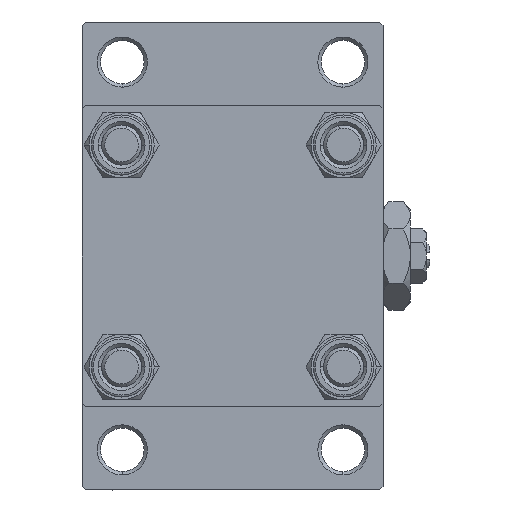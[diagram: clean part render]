
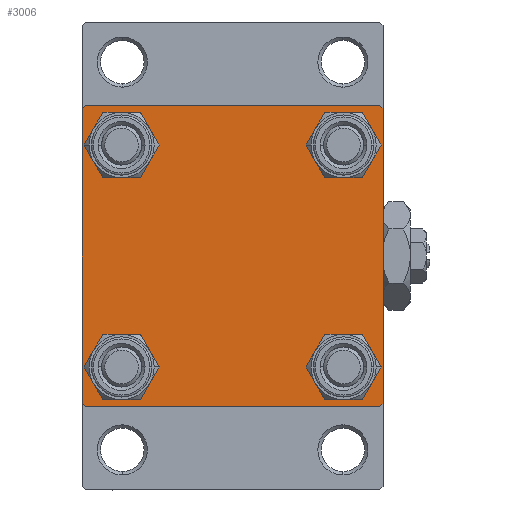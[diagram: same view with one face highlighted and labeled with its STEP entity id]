
A CAD part, left-side view. The second image highlights one B-rep face of the part: STEP entity #3006.
In plain terms, the highlighted planar face has unit normal (-1, 0, 0).
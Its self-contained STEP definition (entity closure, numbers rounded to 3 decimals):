
#481 = DIRECTION ( 'NONE',  ( 0., 0., -1. ) ) ;
#885 = CIRCLE ( 'NONE', #22844, 3.5 ) ;
#1548 = DIRECTION ( 'NONE',  ( 0., 0., 1. ) ) ;
#1931 = ORIENTED_EDGE ( 'NONE', *, *, #9766, .T. ) ;
#1935 = EDGE_CURVE ( 'NONE', #12063, #8827, #46590, .T. ) ;
#2939 = ORIENTED_EDGE ( 'NONE', *, *, #43533, .T. ) ;
#3006 = ADVANCED_FACE ( 'NONE', ( #43564, #8691, #44310, #9174, #24703 ), #40246, .T. ) ;
#3624 = VERTEX_POINT ( 'NONE', #42822 ) ;
#4045 = ORIENTED_EDGE ( 'NONE', *, *, #44967, .T. ) ;
#4057 = DIRECTION ( 'NONE',  ( 0., 0., 1. ) ) ;
#4123 = EDGE_LOOP ( 'NONE', ( #1931, #14161 ) ) ;
#4301 = CARTESIAN_POINT ( 'NONE',  ( 0., 22.5, 22.5 ) ) ;
#4573 = EDGE_CURVE ( 'NONE', #13693, #3624, #35506, .T. ) ;
#4583 = VERTEX_POINT ( 'NONE', #48413 ) ;
#4595 = DIRECTION ( 'NONE',  ( 0., 0., 1. ) ) ;
#4938 = EDGE_LOOP ( 'NONE', ( #33576, #35006 ) ) ;
#5034 = ORIENTED_EDGE ( 'NONE', *, *, #12356, .T. ) ;
#5190 = DIRECTION ( 'NONE',  ( 0., 0.707, -0.707 ) ) ;
#5790 = CARTESIAN_POINT ( 'NONE',  ( 0., -16.6, 13.1 ) ) ;
#6173 = CARTESIAN_POINT ( 'NONE',  ( 0., 22.5, -22.5 ) ) ;
#6234 = DIRECTION ( 'NONE',  ( 1., 0., 0. ) ) ;
#6387 = VECTOR ( 'NONE', #8984, 1000. ) ;
#6994 = EDGE_CURVE ( 'NONE', #18900, #19822, #37489, .T. ) ;
#7521 = DIRECTION ( 'NONE',  ( 1., 0., 0. ) ) ;
#8192 = DIRECTION ( 'NONE',  ( 1., 0., 0. ) ) ;
#8223 = EDGE_CURVE ( 'NONE', #8827, #18900, #31895, .T. ) ;
#8691 = FACE_BOUND ( 'NONE', #4123, .T. ) ;
#8827 = VERTEX_POINT ( 'NONE', #31036 ) ;
#8984 = DIRECTION ( 'NONE',  ( 0., -0.707, -0.707 ) ) ;
#9174 = FACE_BOUND ( 'NONE', #11987, .T. ) ;
#9766 = EDGE_CURVE ( 'NONE', #4583, #14737, #12941, .T. ) ;
#10010 = DIRECTION ( 'NONE',  ( 0., -0.707, 0.707 ) ) ;
#10791 = DIRECTION ( 'NONE',  ( 1., 0., 0. ) ) ;
#11523 = CARTESIAN_POINT ( 'NONE',  ( 0., -22.5, -22. ) ) ;
#11851 = CARTESIAN_POINT ( 'NONE',  ( 0., 22.5, 22. ) ) ;
#11905 = DIRECTION ( 'NONE',  ( 0., 0., 1. ) ) ;
#11987 = EDGE_LOOP ( 'NONE', ( #4045, #30289 ) ) ;
#12063 = VERTEX_POINT ( 'NONE', #11851 ) ;
#12356 = EDGE_CURVE ( 'NONE', #47712, #29866, #30915, .T. ) ;
#12822 = ORIENTED_EDGE ( 'NONE', *, *, #4573, .T. ) ;
#12916 = EDGE_CURVE ( 'NONE', #14737, #4583, #885, .T. ) ;
#12941 = CIRCLE ( 'NONE', #43854, 3.5 ) ;
#13158 = DIRECTION ( 'NONE',  ( 1., 0., 0. ) ) ;
#13190 = CARTESIAN_POINT ( 'NONE',  ( 0., 22.5, 22.5 ) ) ;
#13341 = LINE ( 'NONE', #28888, #50318 ) ;
#13693 = VERTEX_POINT ( 'NONE', #46989 ) ;
#14161 = ORIENTED_EDGE ( 'NONE', *, *, #12916, .T. ) ;
#14484 = CIRCLE ( 'NONE', #33922, 3.5 ) ;
#14737 = VERTEX_POINT ( 'NONE', #25561 ) ;
#15450 = AXIS2_PLACEMENT_3D ( 'NONE', #39483, #10791, #4595 ) ;
#15798 = EDGE_LOOP ( 'NONE', ( #5034, #22946 ) ) ;
#16073 = AXIS2_PLACEMENT_3D ( 'NONE', #26704, #46316, #11905 ) ;
#16551 = CARTESIAN_POINT ( 'NONE',  ( 0., 0., 0. ) ) ;
#17031 = VECTOR ( 'NONE', #17267, 1000. ) ;
#17267 = DIRECTION ( 'NONE',  ( 0., -1., 0. ) ) ;
#17393 = LINE ( 'NONE', #24545, #49442 ) ;
#17650 = CIRCLE ( 'NONE', #38018, 3.5 ) ;
#18375 = CARTESIAN_POINT ( 'NONE',  ( 0., 22., -22.5 ) ) ;
#18900 = VERTEX_POINT ( 'NONE', #18375 ) ;
#19522 = VERTEX_POINT ( 'NONE', #39076 ) ;
#19579 = DIRECTION ( 'NONE',  ( 1., 0., 0. ) ) ;
#19822 = VERTEX_POINT ( 'NONE', #33383 ) ;
#20112 = CARTESIAN_POINT ( 'NONE',  ( 0., 16.6, -13.1 ) ) ;
#20676 = CARTESIAN_POINT ( 'NONE',  ( 0., 22.25, -22.25 ) ) ;
#21208 = LINE ( 'NONE', #40082, #39613 ) ;
#22612 = ORIENTED_EDGE ( 'NONE', *, *, #48707, .F. ) ;
#22766 = CARTESIAN_POINT ( 'NONE',  ( 0., 16.6, 13.1 ) ) ;
#22844 = AXIS2_PLACEMENT_3D ( 'NONE', #48083, #13158, #44239 ) ;
#22946 = ORIENTED_EDGE ( 'NONE', *, *, #30412, .T. ) ;
#23632 = ORIENTED_EDGE ( 'NONE', *, *, #8223, .T. ) ;
#24005 = AXIS2_PLACEMENT_3D ( 'NONE', #16551, #36430, #1548 ) ;
#24019 = ORIENTED_EDGE ( 'NONE', *, *, #45267, .T. ) ;
#24284 = DIRECTION ( 'NONE',  ( 0., 0.707, 0.707 ) ) ;
#24545 = CARTESIAN_POINT ( 'NONE',  ( 0., 22.25, 22.25 ) ) ;
#24703 = FACE_OUTER_BOUND ( 'NONE', #48735, .T. ) ;
#24847 = VECTOR ( 'NONE', #24284, 1000. ) ;
#25079 = VERTEX_POINT ( 'NONE', #11523 ) ;
#25561 = CARTESIAN_POINT ( 'NONE',  ( 0., -16.6, -20.1 ) ) ;
#26704 = CARTESIAN_POINT ( 'NONE',  ( 0., 16.6, 16.6 ) ) ;
#28101 = CARTESIAN_POINT ( 'NONE',  ( 0., -22.25, 22.25 ) ) ;
#28888 = CARTESIAN_POINT ( 'NONE',  ( 0., -22.5, 22.5 ) ) ;
#29866 = VERTEX_POINT ( 'NONE', #5790 ) ;
#30176 = DIRECTION ( 'NONE',  ( 1., 0., 0. ) ) ;
#30289 = ORIENTED_EDGE ( 'NONE', *, *, #47312, .T. ) ;
#30412 = EDGE_CURVE ( 'NONE', #29866, #47712, #34727, .T. ) ;
#30434 = DIRECTION ( 'NONE',  ( 0., 0., 1. ) ) ;
#30915 = CIRCLE ( 'NONE', #15450, 3.5 ) ;
#31036 = CARTESIAN_POINT ( 'NONE',  ( 0., 22.5, -22. ) ) ;
#31519 = VECTOR ( 'NONE', #48208, 1000. ) ;
#31544 = CIRCLE ( 'NONE', #16073, 3.5 ) ;
#31609 = AXIS2_PLACEMENT_3D ( 'NONE', #41119, #6234, #41377 ) ;
#31855 = DIRECTION ( 'NONE',  ( 0., 0., 1. ) ) ;
#31895 = LINE ( 'NONE', #20676, #6387 ) ;
#33022 = CARTESIAN_POINT ( 'NONE',  ( 0., 22., 22.5 ) ) ;
#33383 = CARTESIAN_POINT ( 'NONE',  ( 0., -22., -22.5 ) ) ;
#33576 = ORIENTED_EDGE ( 'NONE', *, *, #42282, .T. ) ;
#33922 = AXIS2_PLACEMENT_3D ( 'NONE', #41651, #7521, #30434 ) ;
#34727 = CIRCLE ( 'NONE', #37147, 3.5 ) ;
#34868 = CIRCLE ( 'NONE', #31609, 3.5 ) ;
#35006 = ORIENTED_EDGE ( 'NONE', *, *, #48648, .T. ) ;
#35506 = LINE ( 'NONE', #28101, #24847 ) ;
#35937 = VERTEX_POINT ( 'NONE', #20112 ) ;
#36430 = DIRECTION ( 'NONE',  ( -1., 0., 0. ) ) ;
#37147 = AXIS2_PLACEMENT_3D ( 'NONE', #39247, #8192, #31855 ) ;
#37300 = CARTESIAN_POINT ( 'NONE',  ( 0., 16.6, -20.1 ) ) ;
#37489 = LINE ( 'NONE', #6173, #31519 ) ;
#38018 = AXIS2_PLACEMENT_3D ( 'NONE', #41398, #30176, #45206 ) ;
#38940 = ORIENTED_EDGE ( 'NONE', *, *, #1935, .T. ) ;
#39076 = CARTESIAN_POINT ( 'NONE',  ( 0., 16.6, 20.1 ) ) ;
#39247 = CARTESIAN_POINT ( 'NONE',  ( 0., -16.6, 16.6 ) ) ;
#39432 = VECTOR ( 'NONE', #481, 1000. ) ;
#39483 = CARTESIAN_POINT ( 'NONE',  ( 0., -16.6, 16.6 ) ) ;
#39613 = VECTOR ( 'NONE', #10010, 1000. ) ;
#40082 = CARTESIAN_POINT ( 'NONE',  ( 0., -22.25, -22.25 ) ) ;
#40246 = PLANE ( 'NONE',  #24005 ) ;
#41119 = CARTESIAN_POINT ( 'NONE',  ( 0., 16.6, -16.6 ) ) ;
#41377 = DIRECTION ( 'NONE',  ( 0., 0., 1. ) ) ;
#41398 = CARTESIAN_POINT ( 'NONE',  ( 0., 16.6, -16.6 ) ) ;
#41651 = CARTESIAN_POINT ( 'NONE',  ( 0., 16.6, 16.6 ) ) ;
#42282 = EDGE_CURVE ( 'NONE', #35937, #48598, #17650, .T. ) ;
#42822 = CARTESIAN_POINT ( 'NONE',  ( 0., -22., 22.5 ) ) ;
#43173 = CARTESIAN_POINT ( 'NONE',  ( 0., -16.6, 20.1 ) ) ;
#43533 = EDGE_CURVE ( 'NONE', #46996, #12063, #17393, .T. ) ;
#43564 = FACE_BOUND ( 'NONE', #15798, .T. ) ;
#43854 = AXIS2_PLACEMENT_3D ( 'NONE', #46587, #19579, #4057 ) ;
#43893 = ORIENTED_EDGE ( 'NONE', *, *, #50357, .F. ) ;
#44239 = DIRECTION ( 'NONE',  ( 0., 0., 1. ) ) ;
#44310 = FACE_BOUND ( 'NONE', #4938, .T. ) ;
#44429 = DIRECTION ( 'NONE',  ( 0., 0., -1. ) ) ;
#44698 = ORIENTED_EDGE ( 'NONE', *, *, #6994, .T. ) ;
#44967 = EDGE_CURVE ( 'NONE', #19522, #48784, #14484, .T. ) ;
#45206 = DIRECTION ( 'NONE',  ( 0., 0., 1. ) ) ;
#45267 = EDGE_CURVE ( 'NONE', #19822, #25079, #21208, .T. ) ;
#46316 = DIRECTION ( 'NONE',  ( 1., 0., 0. ) ) ;
#46587 = CARTESIAN_POINT ( 'NONE',  ( 0., -16.6, -16.6 ) ) ;
#46590 = LINE ( 'NONE', #4301, #39432 ) ;
#46989 = CARTESIAN_POINT ( 'NONE',  ( 0., -22.5, 22. ) ) ;
#46996 = VERTEX_POINT ( 'NONE', #33022 ) ;
#47312 = EDGE_CURVE ( 'NONE', #48784, #19522, #31544, .T. ) ;
#47712 = VERTEX_POINT ( 'NONE', #43173 ) ;
#48083 = CARTESIAN_POINT ( 'NONE',  ( 0., -16.6, -16.6 ) ) ;
#48114 = LINE ( 'NONE', #13190, #17031 ) ;
#48208 = DIRECTION ( 'NONE',  ( 0., -1., 0. ) ) ;
#48413 = CARTESIAN_POINT ( 'NONE',  ( 0., -16.6, -13.1 ) ) ;
#48598 = VERTEX_POINT ( 'NONE', #37300 ) ;
#48648 = EDGE_CURVE ( 'NONE', #48598, #35937, #34868, .T. ) ;
#48707 = EDGE_CURVE ( 'NONE', #13693, #25079, #13341, .T. ) ;
#48735 = EDGE_LOOP ( 'NONE', ( #38940, #23632, #44698, #24019, #22612, #12822, #43893, #2939 ) ) ;
#48784 = VERTEX_POINT ( 'NONE', #22766 ) ;
#49442 = VECTOR ( 'NONE', #5190, 1000. ) ;
#50318 = VECTOR ( 'NONE', #44429, 1000. ) ;
#50357 = EDGE_CURVE ( 'NONE', #46996, #3624, #48114, .T. ) ;
